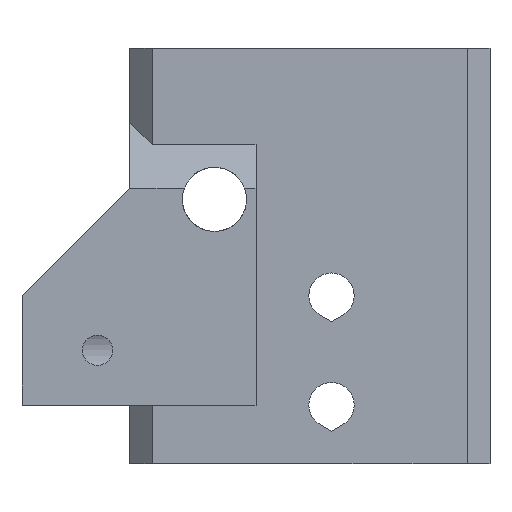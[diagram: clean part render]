
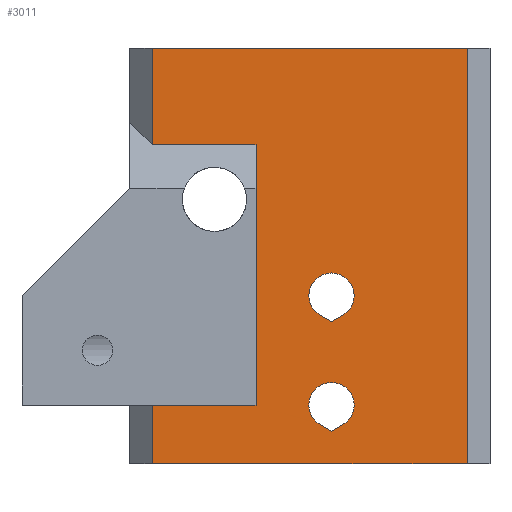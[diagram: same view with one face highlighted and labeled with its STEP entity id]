
A CAD part, left-side view. The second image highlights one B-rep face of the part: STEP entity #3011.
In plain terms, the highlighted planar face has unit normal (-1, 0, 0).
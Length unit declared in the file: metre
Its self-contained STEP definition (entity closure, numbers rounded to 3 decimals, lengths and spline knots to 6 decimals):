
#110=PLANE('',#3258);
#179=LINE('',#4304,#513);
#390=LINE('',#4892,#724);
#391=LINE('',#4895,#725);
#392=LINE('',#4896,#726);
#393=LINE('',#4898,#727);
#394=LINE('',#4900,#728);
#395=LINE('',#4902,#729);
#396=LINE('',#4909,#730);
#397=LINE('',#4911,#731);
#398=LINE('',#4912,#732);
#399=LINE('',#4914,#733);
#400=LINE('',#4915,#734);
#401=LINE('',#4917,#735);
#513=VECTOR('',#3390,1.);
#724=VECTOR('',#3903,1.);
#725=VECTOR('',#3904,1.);
#726=VECTOR('',#3905,1.);
#727=VECTOR('',#3906,1.);
#728=VECTOR('',#3907,1.);
#729=VECTOR('',#3908,1.);
#730=VECTOR('',#3909,1.);
#731=VECTOR('',#3910,1.);
#732=VECTOR('',#3911,1.);
#733=VECTOR('',#3912,1.);
#734=VECTOR('',#3913,1.);
#735=VECTOR('',#3914,1.);
#854=CIRCLE('',#3120,0.003);
#856=CIRCLE('',#3123,0.003);
#1400=ORIENTED_EDGE('',*,*,#2043,.F.);
#1401=ORIENTED_EDGE('',*,*,#2044,.T.);
#1402=ORIENTED_EDGE('',*,*,#1781,.F.);
#1403=ORIENTED_EDGE('',*,*,#2045,.F.);
#1404=ORIENTED_EDGE('',*,*,#2046,.T.);
#1405=ORIENTED_EDGE('',*,*,#2047,.T.);
#1406=ORIENTED_EDGE('',*,*,#2048,.F.);
#1407=ORIENTED_EDGE('',*,*,#2049,.T.);
#1408=ORIENTED_EDGE('',*,*,#2050,.F.);
#1409=ORIENTED_EDGE('',*,*,#2051,.T.);
#1410=ORIENTED_EDGE('',*,*,#2052,.F.);
#1411=ORIENTED_EDGE('',*,*,#1816,.T.);
#1412=ORIENTED_EDGE('',*,*,#2053,.T.);
#1413=ORIENTED_EDGE('',*,*,#2054,.F.);
#1414=ORIENTED_EDGE('',*,*,#1820,.T.);
#1415=ORIENTED_EDGE('',*,*,#2055,.T.);
#1781=EDGE_CURVE('',#2200,#2201,#179,.T.);
#1816=EDGE_CURVE('',#2235,#2233,#854,.F.);
#1820=EDGE_CURVE('',#2239,#2237,#856,.F.);
#2043=EDGE_CURVE('',#2365,#2366,#390,.T.);
#2044=EDGE_CURVE('',#2365,#2201,#391,.T.);
#2045=EDGE_CURVE('',#2367,#2200,#392,.T.);
#2046=EDGE_CURVE('',#2367,#2368,#393,.T.);
#2047=EDGE_CURVE('',#2368,#2369,#394,.T.);
#2048=EDGE_CURVE('',#2370,#2369,#395,.T.);
#2049=EDGE_CURVE('',#2370,#2371,#2449,.T.);
#2050=EDGE_CURVE('',#2372,#2371,#396,.T.);
#2051=EDGE_CURVE('',#2372,#2366,#397,.T.);
#2052=EDGE_CURVE('',#2235,#2373,#398,.T.);
#2053=EDGE_CURVE('',#2233,#2373,#399,.T.);
#2054=EDGE_CURVE('',#2239,#2374,#400,.T.);
#2055=EDGE_CURVE('',#2237,#2374,#401,.T.);
#2200=VERTEX_POINT('',#4303);
#2201=VERTEX_POINT('',#4305);
#2233=VERTEX_POINT('',#4394);
#2235=VERTEX_POINT('',#4397);
#2237=VERTEX_POINT('',#4403);
#2239=VERTEX_POINT('',#4406);
#2365=VERTEX_POINT('',#4893);
#2366=VERTEX_POINT('',#4894);
#2367=VERTEX_POINT('',#4897);
#2368=VERTEX_POINT('',#4899);
#2369=VERTEX_POINT('',#4901);
#2370=VERTEX_POINT('',#4903);
#2371=VERTEX_POINT('',#4908);
#2372=VERTEX_POINT('',#4910);
#2373=VERTEX_POINT('',#4913);
#2374=VERTEX_POINT('',#4916);
#2449=B_SPLINE_CURVE_WITH_KNOTS('',3,(#4904,#4905,#4906,#4907),
 .UNSPECIFIED.,.F.,.F.,(4,4),(0.,1.),.UNSPECIFIED.);
#2566=EDGE_LOOP('',(#1400,#1401,#1402,#1403,#1404,#1405,#1406,#1407,#1408,
#1409));
#2567=EDGE_LOOP('',(#1410,#1411,#1412));
#2568=EDGE_LOOP('',(#1413,#1414,#1415));
#2783=FACE_BOUND('',#2566,.T.);
#2784=FACE_BOUND('',#2567,.T.);
#2785=FACE_BOUND('',#2568,.T.);
#3011=ADVANCED_FACE('',(#2783,#2784,#2785),#110,.T.);
#3120=AXIS2_PLACEMENT_3D('',#4396,#3440,#3441);
#3123=AXIS2_PLACEMENT_3D('',#4405,#3448,#3449);
#3258=AXIS2_PLACEMENT_3D('',#4891,#3901,#3902);
#3390=DIRECTION('',(0.,1.,0.));
#3440=DIRECTION('',(-1.,0.,0.));
#3441=DIRECTION('',(0.,0.,1.));
#3448=DIRECTION('',(-1.,0.,0.));
#3449=DIRECTION('',(0.,0.,1.));
#3901=DIRECTION('',(-1.,0.,0.));
#3902=DIRECTION('',(0.,0.,1.));
#3903=DIRECTION('',(0.,-1.,0.));
#3904=DIRECTION('',(0.,0.,-1.));
#3905=DIRECTION('',(0.,0.,1.));
#3906=DIRECTION('',(0.,1.,0.));
#3907=DIRECTION('',(0.,0.,-1.));
#3908=DIRECTION('',(0.,1.,0.));
#3909=DIRECTION('',(0.,1.,0.));
#3910=DIRECTION('',(0.,0.,1.));
#3911=DIRECTION('',(0.,-0.866,-0.5));
#3912=DIRECTION('',(0.,0.866,-0.5));
#3913=DIRECTION('',(0.,-0.866,-0.5));
#3914=DIRECTION('',(0.,0.866,-0.5));
#4303=CARTESIAN_POINT('',(0.02,-0.35,-0.01275));
#4304=CARTESIAN_POINT('',(0.02,-0.35,-0.01275));
#4305=CARTESIAN_POINT('',(0.02,-0.33625,-0.01275));
#4394=CARTESIAN_POINT('',(0.020001,-0.361501,-0.049848));
#4396=CARTESIAN_POINT('',(0.02,-0.36,-0.04725));
#4397=CARTESIAN_POINT('',(0.020001,-0.3585,-0.049848));
#4403=CARTESIAN_POINT('',(0.020001,-0.361501,-0.035348));
#4405=CARTESIAN_POINT('',(0.02,-0.36,-0.03275));
#4406=CARTESIAN_POINT('',(0.020001,-0.3585,-0.035348));
#4891=CARTESIAN_POINT('',(0.02,-0.36,-0.025));
#4892=CARTESIAN_POINT('',(0.02,-0.36,0.));
#4893=CARTESIAN_POINT('',(0.02,-0.33625,0.));
#4894=CARTESIAN_POINT('',(0.02,-0.378,0.));
#4895=CARTESIAN_POINT('',(0.02,-0.33625,-0.01275));
#4896=CARTESIAN_POINT('',(0.02,-0.35,-0.025));
#4897=CARTESIAN_POINT('',(0.02,-0.35,-0.04725));
#4898=CARTESIAN_POINT('',(0.02,-0.35,-0.04725));
#4899=CARTESIAN_POINT('',(0.02,-0.33625,-0.04725));
#4900=CARTESIAN_POINT('',(0.02,-0.33625,-0.055));
#4901=CARTESIAN_POINT('',(0.02,-0.33625,-0.055));
#4902=CARTESIAN_POINT('',(0.02,-0.36,-0.055));
#4903=CARTESIAN_POINT('',(0.02,-0.36458,-0.055));
#4904=CARTESIAN_POINT('',(0.02,-0.36458,-0.055));
#4905=CARTESIAN_POINT('',(0.02,-0.366387,-0.055));
#4906=CARTESIAN_POINT('',(0.02,-0.368193,-0.055));
#4907=CARTESIAN_POINT('',(0.02,-0.37,-0.055));
#4908=CARTESIAN_POINT('',(0.02,-0.37,-0.055));
#4909=CARTESIAN_POINT('',(0.02,-0.36,-0.055));
#4910=CARTESIAN_POINT('',(0.02,-0.378,-0.055));
#4911=CARTESIAN_POINT('',(0.02,-0.378,-0.025));
#4912=CARTESIAN_POINT('',(0.02,-0.3585,-0.049848));
#4913=CARTESIAN_POINT('',(0.02,-0.36,-0.050714));
#4914=CARTESIAN_POINT('',(0.02,-0.3615,-0.049848));
#4915=CARTESIAN_POINT('',(0.02,-0.3585,-0.035348));
#4916=CARTESIAN_POINT('',(0.02,-0.36,-0.036214));
#4917=CARTESIAN_POINT('',(0.02,-0.3615,-0.035348));
